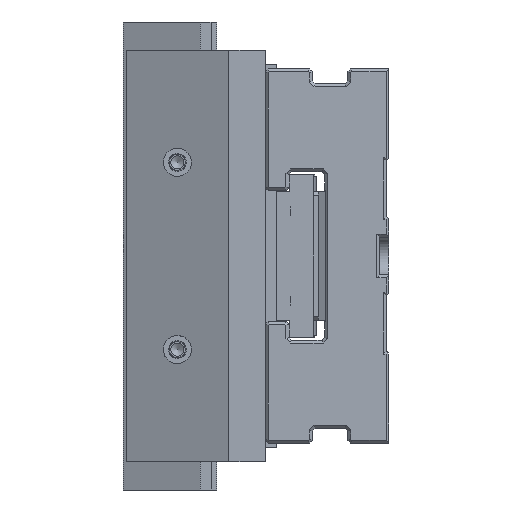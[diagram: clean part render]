
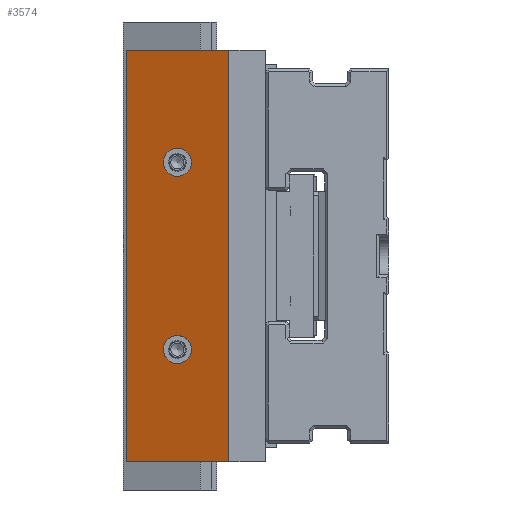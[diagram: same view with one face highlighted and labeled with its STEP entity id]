
A CAD part, left-side view. The second image highlights one B-rep face of the part: STEP entity #3574.
In plain terms, the highlighted planar face has unit normal (-0.924, 0.383, 0).
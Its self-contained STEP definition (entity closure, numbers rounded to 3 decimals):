
#2800=FACE_BOUND('',#5182,.T.);
#2801=FACE_BOUND('',#5183,.T.);
#2802=FACE_BOUND('',#5184,.T.);
#3574=ADVANCED_FACE('',(#2800,#2801,#2802),#4172,.T.);
#4172=PLANE('',#13886);
#5182=EDGE_LOOP('',(#9312));
#5183=EDGE_LOOP('',(#9313));
#5184=EDGE_LOOP('',(#9314,#9315,#9316,#9317));
#6229=LINE('',#18708,#7382);
#6231=LINE('',#18712,#7384);
#6256=LINE('',#18763,#7409);
#6258=LINE('',#18772,#7411);
#7382=VECTOR('',#15616,1.);
#7384=VECTOR('',#15620,1.);
#7409=VECTOR('',#15649,1.);
#7411=VECTOR('',#15659,1.);
#9312=ORIENTED_EDGE('',*,*,#12671,.F.);
#9313=ORIENTED_EDGE('',*,*,#12672,.F.);
#9314=ORIENTED_EDGE('',*,*,#12619,.F.);
#9315=ORIENTED_EDGE('',*,*,#12647,.F.);
#9316=ORIENTED_EDGE('',*,*,#12652,.F.);
#9317=ORIENTED_EDGE('',*,*,#12621,.F.);
#11403=VERTEX_POINT('',#18707);
#11404=VERTEX_POINT('',#18709);
#11405=VERTEX_POINT('',#18713);
#11428=VERTEX_POINT('',#18762);
#11441=VERTEX_POINT('',#18809);
#11442=VERTEX_POINT('',#18811);
#12619=EDGE_CURVE('',#11403,#11404,#6229,.T.);
#12621=EDGE_CURVE('',#11404,#11405,#6231,.T.);
#12647=EDGE_CURVE('',#11428,#11403,#6256,.T.);
#12652=EDGE_CURVE('',#11405,#11428,#6258,.T.);
#12671=EDGE_CURVE('',#11441,#11441,#13520,.T.);
#12672=EDGE_CURVE('',#11442,#11442,#13521,.T.);
#13520=ELLIPSE('',#13884,8.118,7.5);
#13521=ELLIPSE('',#13885,8.118,7.5);
#13884=AXIS2_PLACEMENT_3D('',#18808,#15702,#15703);
#13885=AXIS2_PLACEMENT_3D('',#18810,#15704,#15705);
#13886=AXIS2_PLACEMENT_3D('',#18812,#15706,#15707);
#15616=DIRECTION('',(0.,0.,-1.));
#15620=DIRECTION('',(0.383,0.924,0.));
#15649=DIRECTION('',(-0.383,-0.924,0.));
#15659=DIRECTION('',(0.,0.,1.));
#15702=DIRECTION('',(-0.924,0.383,0.));
#15703=DIRECTION('',(0.383,0.924,0.));
#15704=DIRECTION('',(-0.924,0.383,0.));
#15705=DIRECTION('',(0.383,0.924,0.));
#15706=DIRECTION('',(-0.924,0.383,0.));
#15707=DIRECTION('',(-0.383,-0.924,0.));
#18707=CARTESIAN_POINT('',(89.212,34.988,236.144));
#18708=CARTESIAN_POINT('',(89.212,34.988,126.144));
#18709=CARTESIAN_POINT('',(89.212,34.988,16.144));
#18712=CARTESIAN_POINT('',(89.688,36.138,16.144));
#18713=CARTESIAN_POINT('',(111.787,89.488,16.144));
#18762=CARTESIAN_POINT('',(111.787,89.488,236.144));
#18763=CARTESIAN_POINT('',(89.688,36.138,236.144));
#18772=CARTESIAN_POINT('',(111.787,89.488,16.144));
#18808=CARTESIAN_POINT('',(100.603,62.488,76.144));
#18809=CARTESIAN_POINT('',(103.71,69.988,76.144));
#18810=CARTESIAN_POINT('',(100.603,62.488,176.144));
#18811=CARTESIAN_POINT('',(103.71,69.988,176.144));
#18812=CARTESIAN_POINT('',(89.212,34.988,-16.356));
